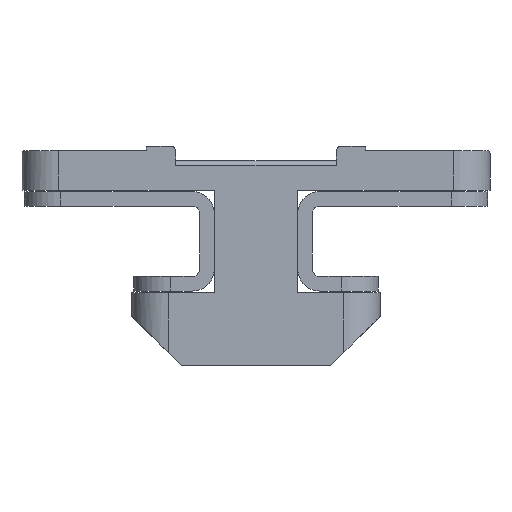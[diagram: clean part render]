
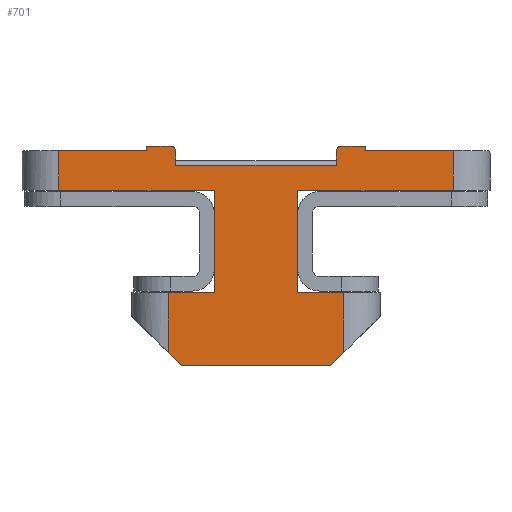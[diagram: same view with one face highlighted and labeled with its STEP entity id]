
A CAD part, front view. The second image highlights one B-rep face of the part: STEP entity #701.
In plain terms, the highlighted planar face has unit normal (0, -1, 0).
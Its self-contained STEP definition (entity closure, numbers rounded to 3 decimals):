
#701=ADVANCED_FACE('',(#1381),#1382,.T.);
#1381=FACE_OUTER_BOUND('',#2062,.T.);
#1382=PLANE('',#2063);
#2062=EDGE_LOOP('',(#3942,#3943,#3944,#3945,#3946,#3947,#3948,#3949,#3950,#3951,#3952,#3953,#3954,#3955,#3956,#3957,#3958,#3959,#3960,#3961,#3962,#3963,#3964,#3965,#3966,#3967,#3968,#3969));
#2063=AXIS2_PLACEMENT_3D('',#3970,#3971,#3972);
#3942=ORIENTED_EDGE('',*,*,#4458,.F.);
#3943=ORIENTED_EDGE('',*,*,#4984,.F.);
#3944=ORIENTED_EDGE('',*,*,#4985,.F.);
#3945=ORIENTED_EDGE('',*,*,#4986,.F.);
#3946=ORIENTED_EDGE('',*,*,#4987,.F.);
#3947=ORIENTED_EDGE('',*,*,#4988,.F.);
#3948=ORIENTED_EDGE('',*,*,#4989,.F.);
#3949=ORIENTED_EDGE('',*,*,#4966,.T.);
#3950=ORIENTED_EDGE('',*,*,#4977,.F.);
#3951=ORIENTED_EDGE('',*,*,#4990,.F.);
#3952=ORIENTED_EDGE('',*,*,#4817,.F.);
#3953=ORIENTED_EDGE('',*,*,#4721,.T.);
#3954=ORIENTED_EDGE('',*,*,#4882,.F.);
#3955=ORIENTED_EDGE('',*,*,#4783,.F.);
#3956=ORIENTED_EDGE('',*,*,#4888,.F.);
#3957=ORIENTED_EDGE('',*,*,#4742,.T.);
#3958=ORIENTED_EDGE('',*,*,#4765,.F.);
#3959=ORIENTED_EDGE('',*,*,#4991,.F.);
#3960=ORIENTED_EDGE('',*,*,#4980,.F.);
#3961=ORIENTED_EDGE('',*,*,#4970,.T.);
#3962=ORIENTED_EDGE('',*,*,#4992,.F.);
#3963=ORIENTED_EDGE('',*,*,#4993,.F.);
#3964=ORIENTED_EDGE('',*,*,#4994,.F.);
#3965=ORIENTED_EDGE('',*,*,#4995,.F.);
#3966=ORIENTED_EDGE('',*,*,#4996,.F.);
#3967=ORIENTED_EDGE('',*,*,#4997,.F.);
#3968=ORIENTED_EDGE('',*,*,#4571,.T.);
#3969=ORIENTED_EDGE('',*,*,#4559,.T.);
#3970=CARTESIAN_POINT('',(0.,-40.0,-2.477));
#3971=DIRECTION('',(0.0,-1.0,0.0));
#3972=DIRECTION('',(1.0,0.0,0.0));
#4458=EDGE_CURVE('',#5403,#5405,#5406,.T.);
#4559=EDGE_CURVE('',#5554,#5405,#5557,.T.);
#4571=EDGE_CURVE('',#5568,#5554,#5571,.T.);
#4721=EDGE_CURVE('',#5799,#5796,#5800,.T.);
#4742=EDGE_CURVE('',#5828,#5832,#5834,.T.);
#4765=EDGE_CURVE('',#5868,#5832,#5870,.T.);
#4783=EDGE_CURVE('',#5893,#5895,#5896,.T.);
#4817=EDGE_CURVE('',#5799,#5956,#5957,.T.);
#4882=EDGE_CURVE('',#5895,#5796,#6049,.T.);
#4888=EDGE_CURVE('',#5828,#5893,#6057,.T.);
#4966=EDGE_CURVE('',#6160,#6166,#6168,.T.);
#4970=EDGE_CURVE('',#6175,#6173,#6176,.T.);
#4977=EDGE_CURVE('',#6184,#6166,#6186,.T.);
#4980=EDGE_CURVE('',#6175,#6189,#6190,.T.);
#4984=EDGE_CURVE('',#6195,#5403,#6196,.T.);
#4985=EDGE_CURVE('',#6197,#6195,#6198,.T.);
#4986=EDGE_CURVE('',#6199,#6197,#6200,.T.);
#4987=EDGE_CURVE('',#6201,#6199,#6202,.T.);
#4988=EDGE_CURVE('',#6203,#6201,#6204,.T.);
#4989=EDGE_CURVE('',#6160,#6203,#6205,.T.);
#4990=EDGE_CURVE('',#5956,#6184,#6206,.T.);
#4991=EDGE_CURVE('',#6189,#5868,#6207,.T.);
#4992=EDGE_CURVE('',#6208,#6173,#6209,.T.);
#4993=EDGE_CURVE('',#6210,#6208,#6211,.T.);
#4994=EDGE_CURVE('',#6212,#6210,#6213,.T.);
#4995=EDGE_CURVE('',#6214,#6212,#6215,.T.);
#4996=EDGE_CURVE('',#6216,#6214,#6217,.T.);
#4997=EDGE_CURVE('',#5568,#6216,#6218,.T.);
#5403=VERTEX_POINT('',#6748);
#5405=VERTEX_POINT('',#6751);
#5406=LINE('',#6752,#6753);
#5554=VERTEX_POINT('',#6949);
#5557=LINE('',#6953,#6954);
#5568=VERTEX_POINT('',#6969);
#5571=LINE('',#6974,#6975);
#5796=VERTEX_POINT('',#7307);
#5799=VERTEX_POINT('',#7310);
#5800=LINE('',#7311,#7312);
#5828=VERTEX_POINT('',#7348);
#5832=VERTEX_POINT('',#7353);
#5834=LINE('',#7355,#7356);
#5868=VERTEX_POINT('',#7402);
#5870=LINE('',#7405,#7406);
#5893=VERTEX_POINT('',#7438);
#5895=VERTEX_POINT('',#7441);
#5896=LINE('',#7442,#7443);
#5956=VERTEX_POINT('',#7530);
#5957=LINE('',#7531,#7532);
#6049=LINE('',#7658,#7659);
#6057=LINE('',#7670,#7671);
#6160=VERTEX_POINT('',#7838);
#6166=VERTEX_POINT('',#7856);
#6168=LINE('',#7858,#7859);
#6173=VERTEX_POINT('',#7875);
#6175=VERTEX_POINT('',#7877);
#6176=LINE('',#7878,#7879);
#6184=VERTEX_POINT('',#7890);
#6186=LINE('',#7893,#7894);
#6189=VERTEX_POINT('',#7898);
#6190=LINE('',#7899,#7900);
#6195=VERTEX_POINT('',#7907);
#6196=CIRCLE('',#7908,0.3);
#6197=VERTEX_POINT('',#7909);
#6198=LINE('',#7910,#7911);
#6199=VERTEX_POINT('',#7912);
#6200=CIRCLE('',#7913,0.1);
#6201=VERTEX_POINT('',#7914);
#6202=LINE('',#7915,#7916);
#6203=VERTEX_POINT('',#7917);
#6204=CIRCLE('',#7918,0.1);
#6205=LINE('',#7919,#7920);
#6206=LINE('',#7921,#7922);
#6207=LINE('',#7923,#7924);
#6208=VERTEX_POINT('',#7925);
#6209=LINE('',#7926,#7927);
#6210=VERTEX_POINT('',#7928);
#6211=CIRCLE('',#7929,0.1);
#6212=VERTEX_POINT('',#7930);
#6213=LINE('',#7931,#7932);
#6214=VERTEX_POINT('',#7933);
#6215=CIRCLE('',#7934,0.1);
#6216=VERTEX_POINT('',#7935);
#6217=LINE('',#7936,#7937);
#6218=CIRCLE('',#7938,0.3);
#6748=CARTESIAN_POINT('',(-5.5,-40.0,2.7));
#6751=CARTESIAN_POINT('',(-5.5,-40.0,1.7));
#6752=CARTESIAN_POINT('',(-5.5,-40.0,2.0));
#6753=VECTOR('',#8319,1.0);
#6949=CARTESIAN_POINT('',(5.5,-40.0,1.7));
#6953=CARTESIAN_POINT('',(0.0,-40.0,1.7));
#6954=VECTOR('',#8447,1.0);
#6969=CARTESIAN_POINT('',(5.5,-40.0,2.7));
#6974=CARTESIAN_POINT('',(5.5,-40.0,0.034));
#6975=VECTOR('',#8454,1.0);
#7307=CARTESIAN_POINT('',(-6.,-40.0,-11.1));
#7310=CARTESIAN_POINT('',(-6.,-40.0,-7.0));
#7311=CARTESIAN_POINT('',(-6.,-40.0,-9.5));
#7312=VECTOR('',#8577,1.0);
#7348=CARTESIAN_POINT('',(6.0,-40.0,-11.1));
#7353=CARTESIAN_POINT('',(6.0,-40.0,-7.0));
#7355=CARTESIAN_POINT('',(6.0,-40.0,-7.738));
#7356=VECTOR('',#8608,1.0);
#7402=CARTESIAN_POINT('',(2.85,-40.0,-7.0));
#7405=CARTESIAN_POINT('',(8.5,-40.0,-7.0));
#7406=VECTOR('',#8634,1.0);
#7438=CARTESIAN_POINT('',(5.1,-40.0,-12.0));
#7441=CARTESIAN_POINT('',(-5.1,-40.0,-12.0));
#7442=CARTESIAN_POINT('',(0.0,-40.0,-12.0));
#7443=VECTOR('',#8651,1.0);
#7530=CARTESIAN_POINT('',(-2.85,-40.0,-7.0));
#7531=CARTESIAN_POINT('',(-2.85,-40.0,-7.0));
#7532=VECTOR('',#8688,1.0);
#7658=CARTESIAN_POINT('',(-8.5,-40.0,-8.6));
#7659=VECTOR('',#8756,1.0);
#7670=CARTESIAN_POINT('',(5.1,-40.0,-12.0));
#7671=VECTOR('',#8760,1.0);
#7838=CARTESIAN_POINT('',(-13.5,-40.,2.7));
#7856=CARTESIAN_POINT('',(-13.5,-40.,0.0));
#7858=CARTESIAN_POINT('',(-13.5,-40.0,-4.5));
#7859=VECTOR('',#8822,1.0);
#7875=CARTESIAN_POINT('',(13.5,-40.,2.7));
#7877=CARTESIAN_POINT('',(13.5,-40.,0.0));
#7878=CARTESIAN_POINT('',(13.5,-40.,-13.738));
#7879=VECTOR('',#8826,1.0);
#7890=CARTESIAN_POINT('',(-2.85,-40.0,0.0));
#7893=CARTESIAN_POINT('',(-16.0,-40.0,0.0));
#7894=VECTOR('',#8834,1.0);
#7898=CARTESIAN_POINT('',(2.85,-40.0,0.0));
#7899=CARTESIAN_POINT('',(2.85,-40.0,0.0));
#7900=VECTOR('',#8836,1.0);
#7907=CARTESIAN_POINT('',(-5.8,-40.0,3.0));
#7908=AXIS2_PLACEMENT_3D('',#8839,#8840,#8841);
#7909=CARTESIAN_POINT('',(-7.4,-40.0,3.0));
#7910=CARTESIAN_POINT('',(-5.8,-40.0,3.0));
#7911=VECTOR('',#8842,1.0);
#7912=CARTESIAN_POINT('',(-7.5,-40.0,2.9));
#7913=AXIS2_PLACEMENT_3D('',#8843,#8844,#8845);
#7914=CARTESIAN_POINT('',(-7.5,-40.0,2.8));
#7915=CARTESIAN_POINT('',(-7.5,-40.0,2.9));
#7916=VECTOR('',#8846,1.0);
#7917=CARTESIAN_POINT('',(-7.6,-40.0,2.7));
#7918=AXIS2_PLACEMENT_3D('',#8847,#8848,#8849);
#7919=CARTESIAN_POINT('',(-7.6,-40.0,2.7));
#7920=VECTOR('',#8850,1.0);
#7921=CARTESIAN_POINT('',(-2.85,-40.0,0.0));
#7922=VECTOR('',#8851,1.0);
#7923=CARTESIAN_POINT('',(2.85,-40.0,-7.0));
#7924=VECTOR('',#8852,1.0);
#7925=CARTESIAN_POINT('',(7.6,-40.0,2.7));
#7926=CARTESIAN_POINT('',(15.8,-40.0,2.7));
#7927=VECTOR('',#8853,1.0);
#7928=CARTESIAN_POINT('',(7.5,-40.0,2.8));
#7929=AXIS2_PLACEMENT_3D('',#8854,#8855,#8856);
#7930=CARTESIAN_POINT('',(7.5,-40.0,2.9));
#7931=CARTESIAN_POINT('',(7.5,-40.0,2.8));
#7932=VECTOR('',#8857,1.0);
#7933=CARTESIAN_POINT('',(7.4,-40.0,3.0));
#7934=AXIS2_PLACEMENT_3D('',#8858,#8859,#8860);
#7935=CARTESIAN_POINT('',(5.8,-40.0,3.0));
#7936=CARTESIAN_POINT('',(7.4,-40.0,3.0));
#7937=VECTOR('',#8861,1.0);
#7938=AXIS2_PLACEMENT_3D('',#8862,#8863,#8864);
#8319=DIRECTION('',(-0.0,0.0,-1.0));
#8447=DIRECTION('',(-1.0,-0.0,0.0));
#8454=DIRECTION('',(0.0,0.0,-1.0));
#8577=DIRECTION('',(0.0,-0.0,-1.0));
#8608=DIRECTION('',(0.0,0.0,1.0));
#8634=DIRECTION('',(1.0,0.0,0.0));
#8651=DIRECTION('',(-1.0,0.0,-0.0));
#8688=DIRECTION('',(1.0,0.0,0.0));
#8756=DIRECTION('',(-0.707,0.0,0.707));
#8760=DIRECTION('',(-0.707,0.0,-0.707));
#8822=DIRECTION('',(0.0,-0.0,-1.0));
#8826=DIRECTION('',(0.0,0.0,1.0));
#8834=DIRECTION('',(-1.0,0.0,-0.0));
#8836=DIRECTION('',(-1.0,0.0,-0.0));
#8839=CARTESIAN_POINT('',(-5.8,-40.0,2.7));
#8840=DIRECTION('',(-0.0,1.0,0.0));
#8841=DIRECTION('',(1.,0.0,0.));
#8842=DIRECTION('',(1.0,0.0,0.0));
#8843=CARTESIAN_POINT('',(-7.4,-40.0,2.9));
#8844=DIRECTION('',(-0.0,1.0,0.0));
#8845=DIRECTION('',(0.,0.0,1.));
#8846=DIRECTION('',(0.0,0.0,1.0));
#8847=CARTESIAN_POINT('',(-7.6,-40.0,2.8));
#8848=DIRECTION('',(0.0,-1.0,-0.0));
#8849=DIRECTION('',(0.,0.0,-1.));
#8850=DIRECTION('',(1.0,0.0,0.0));
#8851=DIRECTION('',(0.0,0.0,1.0));
#8852=DIRECTION('',(-0.0,0.0,-1.0));
#8853=DIRECTION('',(1.0,0.0,0.0));
#8854=CARTESIAN_POINT('',(7.6,-40.0,2.8));
#8855=DIRECTION('',(0.0,-1.0,0.0));
#8856=DIRECTION('',(-1.,0.0,0.));
#8857=DIRECTION('',(-0.0,0.0,-1.0));
#8858=CARTESIAN_POINT('',(7.4,-40.0,2.9));
#8859=DIRECTION('',(-0.0,1.0,0.0));
#8860=DIRECTION('',(1.,0.0,0.));
#8861=DIRECTION('',(1.0,0.0,0.0));
#8862=CARTESIAN_POINT('',(5.8,-40.0,2.7));
#8863=DIRECTION('',(0.0,1.0,-0.0));
#8864=DIRECTION('',(0.,0.0,1.));
